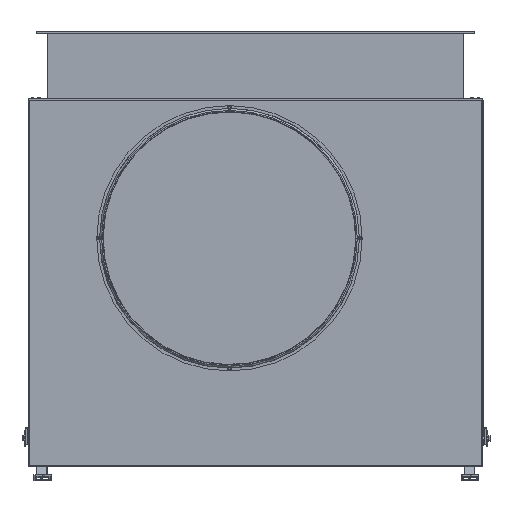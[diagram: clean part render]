
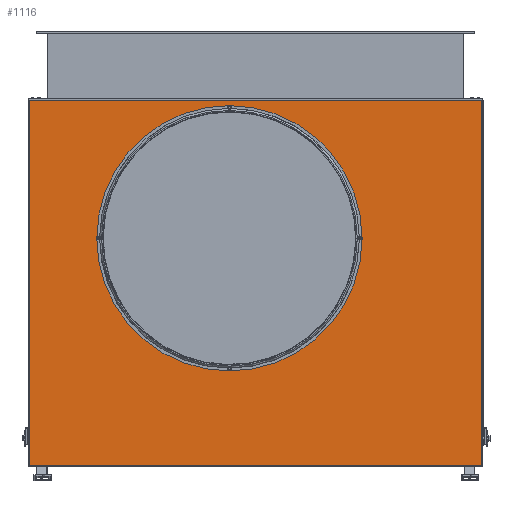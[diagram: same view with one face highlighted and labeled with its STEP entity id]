
A CAD part, front view. The second image highlights one B-rep face of the part: STEP entity #1116.
In plain terms, the highlighted planar face has unit normal (0, -1, 0).
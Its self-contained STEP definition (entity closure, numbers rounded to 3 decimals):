
#1116 = ADVANCED_FACE( '', ( #2060, #2061, #2062, #2063, #2064, #2065 ), #2066, .F. );
#2060 = FACE_BOUND( '', #3114, .T. );
#2061 = FACE_BOUND( '', #3115, .T. );
#2062 = FACE_BOUND( '', #3116, .T. );
#2063 = FACE_BOUND( '', #3117, .T. );
#2064 = FACE_BOUND( '', #3118, .T. );
#2065 = FACE_OUTER_BOUND( '', #3119, .T. );
#2066 = PLANE( '', #3120 );
#3114 = EDGE_LOOP( '', ( #4770 ) );
#3115 = EDGE_LOOP( '', ( #4771 ) );
#3116 = EDGE_LOOP( '', ( #4772 ) );
#3117 = EDGE_LOOP( '', ( #4773 ) );
#3118 = EDGE_LOOP( '', ( #4774 ) );
#3119 = EDGE_LOOP( '', ( #4775, #4776, #4777, #4778 ) );
#3120 = AXIS2_PLACEMENT_3D( '', #4779, #4780, #4781 );
#4770 = ORIENTED_EDGE( '', *, *, #6260, .T. );
#4771 = ORIENTED_EDGE( '', *, *, #6261, .T. );
#4772 = ORIENTED_EDGE( '', *, *, #6041, .T. );
#4773 = ORIENTED_EDGE( '', *, *, #5916, .T. );
#4774 = ORIENTED_EDGE( '', *, *, #5756, .T. );
#4775 = ORIENTED_EDGE( '', *, *, #6181, .T. );
#4776 = ORIENTED_EDGE( '', *, *, #5650, .T. );
#4777 = ORIENTED_EDGE( '', *, *, #6107, .T. );
#4778 = ORIENTED_EDGE( '', *, *, #6262, .T. );
#4779 = CARTESIAN_POINT( '', ( -158., -252.395, 51. ) );
#4780 = DIRECTION( '', ( 0., 1., 0. ) );
#4781 = DIRECTION( '', ( 0., 0., 1. ) );
#5650 = EDGE_CURVE( '', #6471, #6475, #6477, .T. );
#5756 = EDGE_CURVE( '', #6664, #6664, #6665, .T. );
#5916 = EDGE_CURVE( '', #6935, #6935, #6936, .T. );
#6041 = EDGE_CURVE( '', #7134, #7134, #7135, .T. );
#6107 = EDGE_CURVE( '', #6475, #7231, #7232, .T. );
#6181 = EDGE_CURVE( '', #7335, #6471, #7336, .T. );
#6260 = EDGE_CURVE( '', #7438, #7438, #7439, .T. );
#6261 = EDGE_CURVE( '', #7440, #7440, #7441, .T. );
#6262 = EDGE_CURVE( '', #7231, #7335, #7442, .F. );
#6471 = VERTEX_POINT( '', #7690 );
#6475 = VERTEX_POINT( '', #7695 );
#6477 = LINE( '', #7697, #7698 );
#6664 = VERTEX_POINT( '', #7953 );
#6665 = CIRCLE( '', #7954, 315. );
#6935 = VERTEX_POINT( '', #8343 );
#6936 = CIRCLE( '', #8344, 2.5 );
#7134 = VERTEX_POINT( '', #8649 );
#7135 = CIRCLE( '', #8650, 2.5 );
#7231 = VERTEX_POINT( '', #8779 );
#7232 = LINE( '', #8780, #8781 );
#7335 = VERTEX_POINT( '', #8926 );
#7336 = LINE( '', #8927, #8928 );
#7438 = VERTEX_POINT( '', #9059 );
#7439 = CIRCLE( '', #9060, 2.5 );
#7440 = VERTEX_POINT( '', #9061 );
#7441 = CIRCLE( '', #9062, 2.5 );
#7442 = LINE( '', #9063, #9064 );
#7690 = CARTESIAN_POINT( '', ( -563., -252.395, 910. ) );
#7695 = CARTESIAN_POINT( '', ( -563., -252.395, 2. ) );
#7697 = CARTESIAN_POINT( '', ( -563., -252.395, 51. ) );
#7698 = VECTOR( '', #9394, 1000. );
#7953 = CARTESIAN_POINT( '', ( -65., -252.395, 882. ) );
#7954 = AXIS2_PLACEMENT_3D( '', #9517, #9518, #9519 );
#8343 = CARTESIAN_POINT( '', ( -65., -252.395, 890.08 ) );
#8344 = AXIS2_PLACEMENT_3D( '', #9700, #9701, #9702 );
#8649 = CARTESIAN_POINT( '', ( -387.101, -252.395, 567.9 ) );
#8650 = AXIS2_PLACEMENT_3D( '', #9855, #9856, #9857 );
#8779 = CARTESIAN_POINT( '', ( 563., -252.395, 2. ) );
#8780 = CARTESIAN_POINT( '', ( -158., -252.395, 2. ) );
#8781 = VECTOR( '', #9930, 1000. );
#8926 = CARTESIAN_POINT( '', ( 563., -252.395, 910. ) );
#8927 = CARTESIAN_POINT( '', ( 352., -252.395, 910. ) );
#8928 = VECTOR( '', #10009, 1000. );
#9059 = CARTESIAN_POINT( '', ( 257.179, -252.395, 567.979 ) );
#9060 = AXIS2_PLACEMENT_3D( '', #10099, #10100, #10101 );
#9061 = CARTESIAN_POINT( '', ( -64.921, -252.395, 245.8 ) );
#9062 = AXIS2_PLACEMENT_3D( '', #10102, #10103, #10104 );
#9063 = CARTESIAN_POINT( '', ( 563., -252.395, 51. ) );
#9064 = VECTOR( '', #10105, 1000. );
#9394 = DIRECTION( '', ( 0., 0., -1. ) );
#9517 = CARTESIAN_POINT( '', ( -65., -252.395, 567. ) );
#9518 = DIRECTION( '', ( 0., 1., 0. ) );
#9519 = DIRECTION( '', ( 0., 0., 1. ) );
#9700 = CARTESIAN_POINT( '', ( -65., -252.395, 892.58 ) );
#9701 = DIRECTION( '', ( 0., 1., 0. ) );
#9702 = DIRECTION( '', ( 0., 0., -1. ) );
#9855 = CARTESIAN_POINT( '', ( -389.601, -252.395, 567.9 ) );
#9856 = DIRECTION( '', ( 0., 1., 0. ) );
#9857 = DIRECTION( '', ( 1., 0., 0. ) );
#9930 = DIRECTION( '', ( 1., 0., 0. ) );
#10009 = DIRECTION( '', ( -1., 0., 0. ) );
#10099 = CARTESIAN_POINT( '', ( 259.679, -252.395, 567.979 ) );
#10100 = DIRECTION( '', ( 0., 1., 0. ) );
#10101 = DIRECTION( '', ( -1., 0., 0. ) );
#10102 = CARTESIAN_POINT( '', ( -64.921, -252.395, 243.3 ) );
#10103 = DIRECTION( '', ( 0., 1., 0. ) );
#10104 = DIRECTION( '', ( 0., 0., 1. ) );
#10105 = DIRECTION( '', ( 0., 0., -1. ) );
